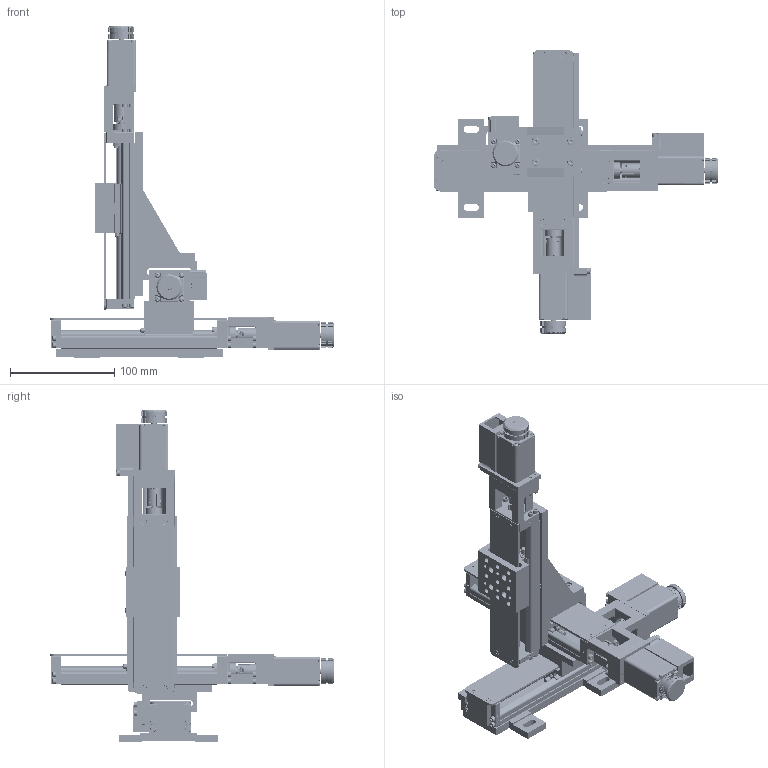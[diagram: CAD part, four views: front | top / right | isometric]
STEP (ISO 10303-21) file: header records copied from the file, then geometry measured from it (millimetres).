
FILE_DESCRIPTION(/* description */ (''),/* implementation_level */ '2;1');
FILE_NAME(/* name */ '03_TS86-SM2-XYZ',/* time_stamp */ '2025-05-27T16:24:49+03:00',/* author */ (''),/* organization */ (''),/* preprocessor_version */ 'ST-DEVELOPER v16.5',/* originating_system */ 'Rhino 7.34',/* authorisation */ '');
FILE_SCHEMA (('AUTOMOTIVE_DESIGN'));
Products named in the file (1): Document
Bounding box: 272.8 x 272.8 x 319 mm (x, y, z)
Volume: 846614.3 mm3; surface area: 344027.6 mm2
Topology: 1 solids, 13 shells, 7125 faces, 20498 edges, 13522 vertices
Faces by surface type: plane 4304, cylinder 1964, bspline 857
Entity records: 246282 total; most frequent: CARTESIAN_POINT 117080, ORIENTED_EDGE 40664, EDGE_CURVE 20356, VERTEX_POINT 13522, B_SPLINE_CURVE_WITH_KNOTS 13269, EDGE_LOOP 7698, ADVANCED_FACE 7125, FACE_OUTER_BOUND 7125
